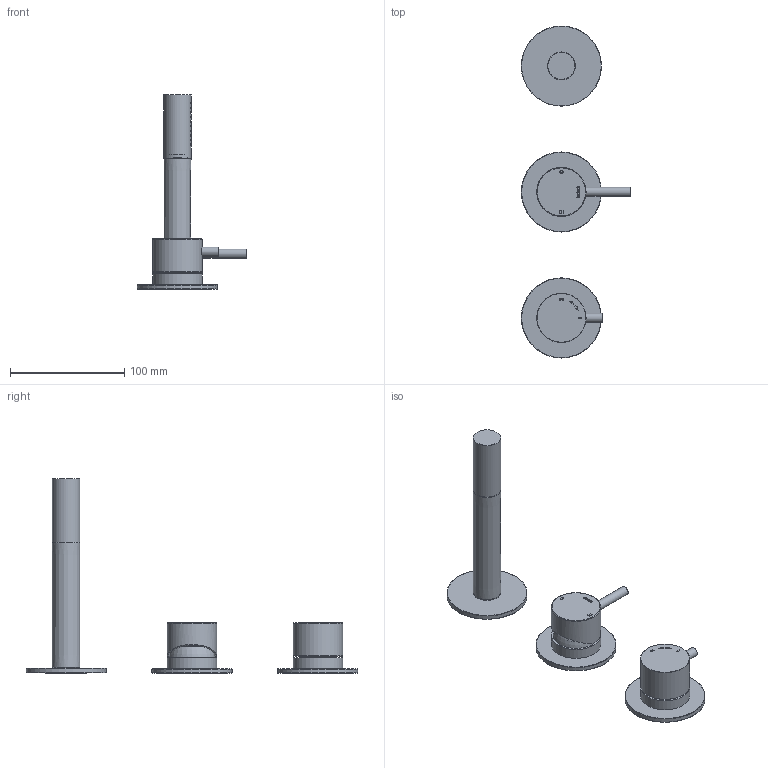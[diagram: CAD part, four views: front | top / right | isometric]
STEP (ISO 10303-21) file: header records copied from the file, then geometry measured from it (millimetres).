
FILE_DESCRIPTION(/* description */ ('Unknown'),/* implementation_level */ '2;1');
FILE_NAME(/* name */ 'AR085',/* time_stamp */ '2022-12-12T17:05:35+01:00',/* author */ ('Unknown'),/* organization */ ('Unknown'),/* preprocessor_version */ 'ST-DEVELOPER v16.7',/* originating_system */ 'DEX',/* authorisation */ $);
FILE_SCHEMA (('AUTOMOTIVE_DESIGN {1 0 10303 214 3 1 1}'));
Length unit declared in the file: millimetre
Products named in the file (19): AR083-00; AR031-04; AR031-001_oa_0; AR031-08; AR031-10; AR023-01_oa_1; AR023-02; AR023-01_oa_2; AR073-004 - ar083_oa_3; AR073-09_oa_4; AR083-04_oa_5; AR352-00_oa_6; C063155_00101ZZ INOX; A101064_01500ZZ; AR073-002_oa_7; AR073-03; AR032-07; CB095-003_oa_8; AR023-001_oa_9
Assembly tree (19 placements, depth 3):
  AR083-00
    AR031-04
    AR031-001_oa_0
      AR031-08
      AR031-10
    AR023-01_oa_1
    AR023-02  x2
    AR023-01_oa_2
    AR073-004 - ar083_oa_3
      AR073-09_oa_4
    AR083-04_oa_5
    AR352-00_oa_6
      C063155_00101ZZ INOX
      A101064_01500ZZ
    AR073-002_oa_7
      AR073-03
      AR032-07
    CB095-003_oa_8
    AR023-001_oa_9
Bounding box: 95.5 x 290 x 169.99 mm (x, y, z)
Volume: 113922.8 mm3; surface area: 78858.8 mm2
Topology: 13 solids, 13 shells, 358 faces, 898 edges, 594 vertices
Faces by surface type: plane 172, cylinder 110, cone 33, bspline 23, torus 20
Full cylindrical faces by diameter (mm): 0.913 x1, 0.916 x1, 1.2 x29, 4.2 x1, 4.7 x1, 4.8 x1, 4.917 x1, 5.1 x1, 6 x2, 7.9 x1, 8 x1, 8.2 x2, 10 x2, 14.2 x1, 18 x1, 18.6 x6, 19 x1, 21.8 x1, 22 x1, 24 x2, 32.5 x1, 33.5 x1, 34 x1, 35.376 x6, 39 x1, 40 x3, 40.3 x2, 43 x4, 47 x3, 57 x3
Entity records: 13775 total; most frequent: CARTESIAN_POINT 4595, DIRECTION 1391, ORIENTED_EDGE 1338, EDGE_CURVE 669, FACE_BOUND 571, EDGE_LOOP 570, AXIS2_PLACEMENT_3D 551, VERTEX_POINT 506
